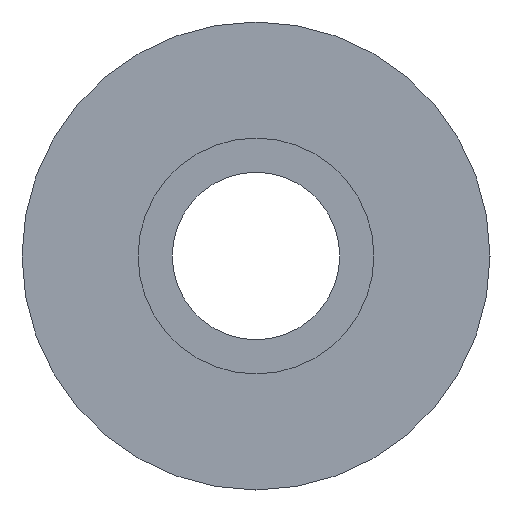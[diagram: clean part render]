
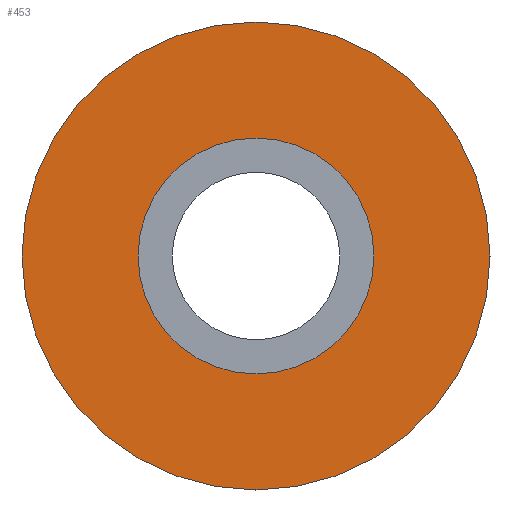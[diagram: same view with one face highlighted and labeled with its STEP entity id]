
A CAD part, left-side view. The second image highlights one B-rep face of the part: STEP entity #453.
In plain terms, the highlighted planar face has unit normal (-1, 0, 0).
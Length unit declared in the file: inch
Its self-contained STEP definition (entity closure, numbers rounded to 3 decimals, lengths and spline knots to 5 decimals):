
#7 = CIRCLE ( 'NONE', #247, 0.25 ) ;
#13 = DIRECTION ( 'NONE',  ( -1., 0., 0. ) ) ;
#23 = VERTEX_POINT ( 'NONE', #410 ) ;
#42 = AXIS2_PLACEMENT_3D ( 'NONE', #215, #67, #70 ) ;
#56 = DIRECTION ( 'NONE',  ( -1., 0., 0. ) ) ;
#67 = DIRECTION ( 'NONE',  ( 1., 0., 0. ) ) ;
#70 = DIRECTION ( 'NONE',  ( 0., 0., -1. ) ) ;
#80 = CIRCLE ( 'NONE', #367, 0.25 ) ;
#97 = DIRECTION ( 'NONE',  ( 0., 0., 1. ) ) ;
#99 = DIRECTION ( 'NONE',  ( 0., 0., 1. ) ) ;
#118 = ORIENTED_EDGE ( 'NONE', *, *, #282, .F. ) ;
#124 = AXIS2_PLACEMENT_3D ( 'NONE', #361, #285, #99 ) ;
#131 = EDGE_LOOP ( 'NONE', ( #118, #270 ) ) ;
#136 = EDGE_CURVE ( 'NONE', #23, #138, #7, .T. ) ;
#138 = VERTEX_POINT ( 'NONE', #318 ) ;
#160 = CIRCLE ( 'NONE', #372, 0.126 ) ;
#201 = DIRECTION ( 'NONE',  ( -1., 0., 0. ) ) ;
#203 = EDGE_CURVE ( 'NONE', #138, #23, #80, .T. ) ;
#215 = CARTESIAN_POINT ( 'NONE',  ( 0.2595, 0.25, 0. ) ) ;
#219 = EDGE_CURVE ( 'NONE', #440, #337, #360, .T. ) ;
#237 = EDGE_LOOP ( 'NONE', ( #492, #423 ) ) ;
#247 = AXIS2_PLACEMENT_3D ( 'NONE', #355, #13, #317 ) ;
#270 = ORIENTED_EDGE ( 'NONE', *, *, #219, .F. ) ;
#282 = EDGE_CURVE ( 'NONE', #337, #440, #160, .T. ) ;
#285 = DIRECTION ( 'NONE',  ( -1., 0., 0. ) ) ;
#317 = DIRECTION ( 'NONE',  ( 0., 0., 1. ) ) ;
#318 = CARTESIAN_POINT ( 'NONE',  ( 0.2595, 0., -0.25 ) ) ;
#331 = CARTESIAN_POINT ( 'NONE',  ( 0.2595, 0., -0.126 ) ) ;
#337 = VERTEX_POINT ( 'NONE', #402 ) ;
#355 = CARTESIAN_POINT ( 'NONE',  ( 0.2595, 0., 0. ) ) ;
#356 = DIRECTION ( 'NONE',  ( 0., 0., 1. ) ) ;
#360 = CIRCLE ( 'NONE', #124, 0.126 ) ;
#361 = CARTESIAN_POINT ( 'NONE',  ( 0.2595, 0., 0. ) ) ;
#367 = AXIS2_PLACEMENT_3D ( 'NONE', #425, #201, #97 ) ;
#372 = AXIS2_PLACEMENT_3D ( 'NONE', #437, #56, #356 ) ;
#374 = FACE_OUTER_BOUND ( 'NONE', #237, .T. ) ;
#402 = CARTESIAN_POINT ( 'NONE',  ( 0.2595, 0., 0.126 ) ) ;
#410 = CARTESIAN_POINT ( 'NONE',  ( 0.2595, 0., 0.25 ) ) ;
#414 = FACE_BOUND ( 'NONE', #131, .T. ) ;
#423 = ORIENTED_EDGE ( 'NONE', *, *, #203, .T. ) ;
#425 = CARTESIAN_POINT ( 'NONE',  ( 0.2595, 0., 0. ) ) ;
#437 = CARTESIAN_POINT ( 'NONE',  ( 0.2595, 0., 0. ) ) ;
#439 = PLANE ( 'NONE',  #42 ) ;
#440 = VERTEX_POINT ( 'NONE', #331 ) ;
#453 = ADVANCED_FACE ( 'NONE', ( #414, #374 ), #439, .F. ) ;
#492 = ORIENTED_EDGE ( 'NONE', *, *, #136, .T. ) ;
